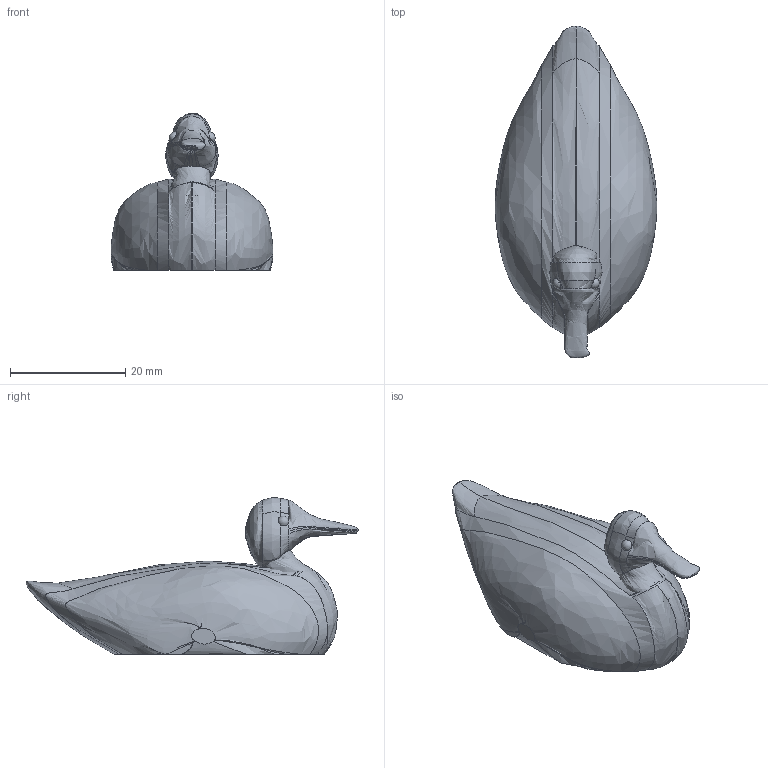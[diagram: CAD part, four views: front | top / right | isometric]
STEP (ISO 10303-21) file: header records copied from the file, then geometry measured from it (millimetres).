
FILE_DESCRIPTION(('FreeCAD Model'),'2;1');
FILE_NAME('Open CASCADE Shape Model','2024-06-23T10:50:12',(''),(''), 'Open CASCADE STEP processor 7.6','FreeCAD','Unknown');
FILE_SCHEMA(('AUTOMOTIVE_DESIGN { 1 0 10303 214 1 1 1 1 }'));
Length unit declared in the file: millimetre
Products named in the file (4): _14_Decoy_assy_02_10a; Cut001 (Mirror #1); Cut001; Fusion003
Assembly tree (3 placements, depth 2):
  _14_Decoy_assy_02_10a
    Cut001 (Mirror #1)
    Cut001
    Fusion003
Bounding box: 28 x 57.58 x 27.22 mm (x, y, z)
Volume: 13520.9 mm3; surface area: 5243 mm2
Topology: 3 solids, 3 shells, 59 faces, 155 edges, 103 vertices
Faces by surface type: bspline 45, plane 12, sphere 2
Entity records: 13527 total; most frequent: CARTESIAN_POINT 11101, ORIENTED_EDGE 306, PCURVE 306, DEFINITIONAL_REPRESENTATION 306, B_SPLINE_CURVE_WITH_KNOTS 292, DIRECTION 184, EDGE_CURVE 153, SURFACE_CURVE 149
